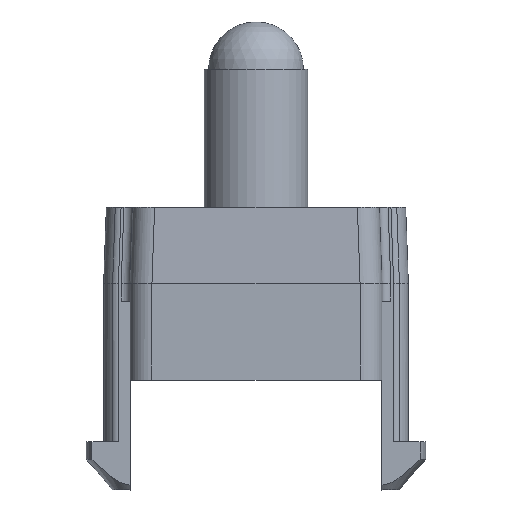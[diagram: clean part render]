
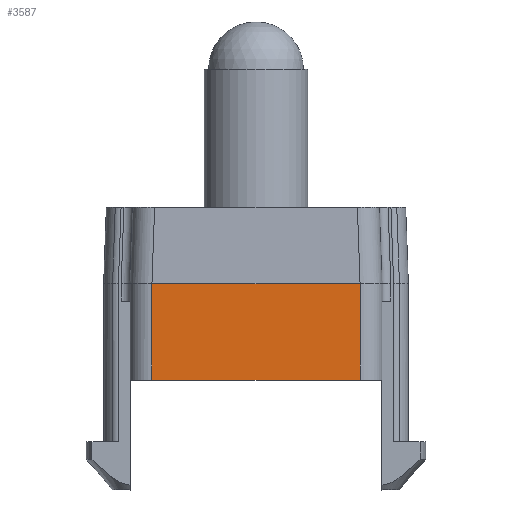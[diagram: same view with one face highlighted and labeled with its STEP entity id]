
A CAD part, top view. The second image highlights one B-rep face of the part: STEP entity #3587.
In plain terms, the highlighted planar face has unit normal (0, 0, 1).
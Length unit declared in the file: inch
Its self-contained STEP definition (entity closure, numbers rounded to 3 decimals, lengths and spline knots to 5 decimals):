
#564=DIRECTION('',(1.,0.,0.));
#565=VECTOR('',#564,0.23702);
#566=CARTESIAN_POINT('',(-0.11851,0.11,0.0875));
#567=LINE('',#566,#565);
#1353=DIRECTION('',(0.,1.,0.));
#1354=VECTOR('',#1353,0.11);
#1355=CARTESIAN_POINT('',(0.1185,0.,0.0875));
#1356=LINE('',#1355,#1354);
#1357=DIRECTION('',(1.,0.,0.));
#1358=VECTOR('',#1357,0.237);
#1359=CARTESIAN_POINT('',(-0.1185,0.,0.0875));
#1360=LINE('',#1359,#1358);
#1361=DIRECTION('',(0.,-1.,0.));
#1362=VECTOR('',#1361,0.11);
#1363=CARTESIAN_POINT('',(-0.11851,0.11,0.0875));
#1364=LINE('',#1363,#1362);
#1681=CARTESIAN_POINT('',(0.11851,0.11,0.0875));
#1682=VERTEX_POINT('',#1681);
#1684=CARTESIAN_POINT('',(0.1185,0.,0.0875));
#1686=VERTEX_POINT('',#1684);
#1687=CARTESIAN_POINT('',(-0.1185,0.,0.0875));
#1689=VERTEX_POINT('',#1687);
#1693=CARTESIAN_POINT('',(-0.11851,0.11,0.0875));
#1694=VERTEX_POINT('',#1693);
#3576=CARTESIAN_POINT('',(0.,0.,0.0875));
#3577=DIRECTION('',(0.,0.,1.));
#3578=DIRECTION('',(1.,0.,0.));
#3579=AXIS2_PLACEMENT_3D('',#3576,#3577,#3578);
#3580=PLANE('',#3579);
#3581=ORIENTED_EDGE('',*,*,#3569,.F.);
#3582=ORIENTED_EDGE('',*,*,#3469,.F.);
#3583=ORIENTED_EDGE('',*,*,#3448,.F.);
#3584=ORIENTED_EDGE('',*,*,#2659,.T.);
#3585=EDGE_LOOP('',(#3581,#3582,#3583,#3584));
#3586=FACE_OUTER_BOUND('',#3585,.F.);
#3587=ADVANCED_FACE('',(#3586),#3580,.T.);
#2659=EDGE_CURVE('',#1694,#1682,#567,.T.);
#3448=EDGE_CURVE('',#1694,#1689,#1364,.T.);
#3469=EDGE_CURVE('',#1689,#1686,#1360,.T.);
#3569=EDGE_CURVE('',#1686,#1682,#1356,.T.);
